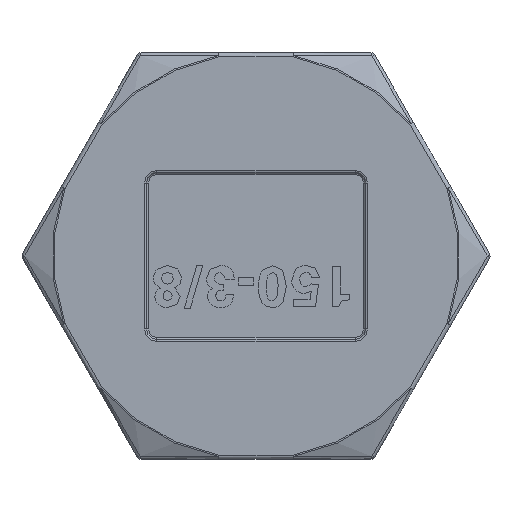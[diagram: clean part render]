
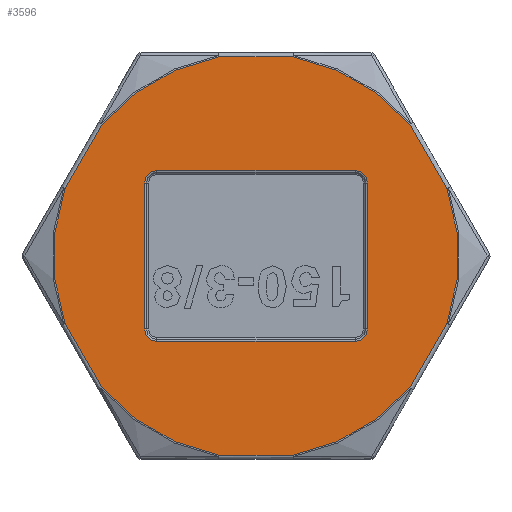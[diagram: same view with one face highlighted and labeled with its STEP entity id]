
A CAD part, front view. The second image highlights one B-rep face of the part: STEP entity #3596.
In plain terms, the highlighted planar face has unit normal (0, -1, 0).
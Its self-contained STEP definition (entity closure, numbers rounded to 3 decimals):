
#439=FACE_BOUND('',#692,.T.);
#458=FACE_OUTER_BOUND('',#691,.T.);
#691=EDGE_LOOP('',(#2409,#2410,#2411,#2412,#2413,#2414,#2415,#2416,#2417,
#2418,#2419,#2420));
#692=EDGE_LOOP('',(#2421,#2422,#2423,#2424,#2425,#2426,#2427,#2428));
#943=LINE('',#5012,#1159);
#944=LINE('',#5016,#1160);
#945=LINE('',#5020,#1161);
#946=LINE('',#5024,#1162);
#947=LINE('',#5028,#1163);
#948=LINE('',#5031,#1164);
#949=LINE('',#5036,#1165);
#950=LINE('',#5040,#1166);
#951=LINE('',#5044,#1167);
#952=LINE('',#5047,#1168);
#1159=VECTOR('',#4156,3.563);
#1160=VECTOR('',#4159,3.563);
#1161=VECTOR('',#4162,3.563);
#1162=VECTOR('',#4165,3.563);
#1163=VECTOR('',#4168,3.563);
#1164=VECTOR('',#4171,3.563);
#1165=VECTOR('',#4174,7.);
#1166=VECTOR('',#4177,9.5);
#1167=VECTOR('',#4180,7.);
#1168=VECTOR('',#4183,9.5);
#1375=CIRCLE('',#3832,9.715);
#1376=CIRCLE('',#3833,9.715);
#1377=CIRCLE('',#3834,9.715);
#1378=CIRCLE('',#3835,9.715);
#1379=CIRCLE('',#3836,9.715);
#1380=CIRCLE('',#3837,9.715);
#1381=CIRCLE('',#3838,0.6);
#1382=CIRCLE('',#3839,0.6);
#1383=CIRCLE('',#3840,0.6);
#1384=CIRCLE('',#3841,0.6);
#1485=VERTEX_POINT('',#5008);
#1486=VERTEX_POINT('',#5009);
#1487=VERTEX_POINT('',#5011);
#1488=VERTEX_POINT('',#5013);
#1489=VERTEX_POINT('',#5015);
#1490=VERTEX_POINT('',#5017);
#1491=VERTEX_POINT('',#5019);
#1492=VERTEX_POINT('',#5021);
#1493=VERTEX_POINT('',#5023);
#1494=VERTEX_POINT('',#5025);
#1495=VERTEX_POINT('',#5027);
#1496=VERTEX_POINT('',#5029);
#1497=VERTEX_POINT('',#5032);
#1498=VERTEX_POINT('',#5033);
#1499=VERTEX_POINT('',#5035);
#1500=VERTEX_POINT('',#5037);
#1501=VERTEX_POINT('',#5039);
#1502=VERTEX_POINT('',#5041);
#1503=VERTEX_POINT('',#5043);
#1504=VERTEX_POINT('',#5045);
#1841=EDGE_CURVE('',#1485,#1486,#1375,.T.);
#1842=EDGE_CURVE('',#1487,#1486,#943,.T.);
#1843=EDGE_CURVE('',#1487,#1488,#1376,.T.);
#1844=EDGE_CURVE('',#1488,#1489,#944,.T.);
#1845=EDGE_CURVE('',#1489,#1490,#1377,.T.);
#1846=EDGE_CURVE('',#1490,#1491,#945,.T.);
#1847=EDGE_CURVE('',#1491,#1492,#1378,.T.);
#1848=EDGE_CURVE('',#1492,#1493,#946,.T.);
#1849=EDGE_CURVE('',#1493,#1494,#1379,.T.);
#1850=EDGE_CURVE('',#1494,#1495,#947,.T.);
#1851=EDGE_CURVE('',#1495,#1496,#1380,.T.);
#1852=EDGE_CURVE('',#1496,#1485,#948,.T.);
#1853=EDGE_CURVE('',#1497,#1498,#1381,.T.);
#1854=EDGE_CURVE('',#1498,#1499,#949,.T.);
#1855=EDGE_CURVE('',#1499,#1500,#1382,.T.);
#1856=EDGE_CURVE('',#1500,#1501,#950,.T.);
#1857=EDGE_CURVE('',#1501,#1502,#1383,.T.);
#1858=EDGE_CURVE('',#1502,#1503,#951,.T.);
#1859=EDGE_CURVE('',#1503,#1504,#1384,.T.);
#1860=EDGE_CURVE('',#1504,#1497,#952,.T.);
#2409=ORIENTED_EDGE('',*,*,#1841,.T.);
#2410=ORIENTED_EDGE('',*,*,#1842,.F.);
#2411=ORIENTED_EDGE('',*,*,#1843,.T.);
#2412=ORIENTED_EDGE('',*,*,#1844,.T.);
#2413=ORIENTED_EDGE('',*,*,#1845,.T.);
#2414=ORIENTED_EDGE('',*,*,#1846,.T.);
#2415=ORIENTED_EDGE('',*,*,#1847,.T.);
#2416=ORIENTED_EDGE('',*,*,#1848,.T.);
#2417=ORIENTED_EDGE('',*,*,#1849,.T.);
#2418=ORIENTED_EDGE('',*,*,#1850,.T.);
#2419=ORIENTED_EDGE('',*,*,#1851,.T.);
#2420=ORIENTED_EDGE('',*,*,#1852,.T.);
#2421=ORIENTED_EDGE('',*,*,#1853,.T.);
#2422=ORIENTED_EDGE('',*,*,#1854,.T.);
#2423=ORIENTED_EDGE('',*,*,#1855,.T.);
#2424=ORIENTED_EDGE('',*,*,#1856,.T.);
#2425=ORIENTED_EDGE('',*,*,#1857,.T.);
#2426=ORIENTED_EDGE('',*,*,#1858,.T.);
#2427=ORIENTED_EDGE('',*,*,#1859,.T.);
#2428=ORIENTED_EDGE('',*,*,#1860,.T.);
#3545=PLANE('',#3831);
#3596=ADVANCED_FACE('',(#458,#439),#3545,.F.);
#3831=AXIS2_PLACEMENT_3D('',#5007,#4152,#4153);
#3832=AXIS2_PLACEMENT_3D('',#5010,#4154,#4155);
#3833=AXIS2_PLACEMENT_3D('',#5014,#4157,#4158);
#3834=AXIS2_PLACEMENT_3D('',#5018,#4160,#4161);
#3835=AXIS2_PLACEMENT_3D('',#5022,#4163,#4164);
#3836=AXIS2_PLACEMENT_3D('',#5026,#4166,#4167);
#3837=AXIS2_PLACEMENT_3D('',#5030,#4169,#4170);
#3838=AXIS2_PLACEMENT_3D('',#5034,#4172,#4173);
#3839=AXIS2_PLACEMENT_3D('',#5038,#4175,#4176);
#3840=AXIS2_PLACEMENT_3D('',#5042,#4178,#4179);
#3841=AXIS2_PLACEMENT_3D('',#5046,#4181,#4182);
#4152=DIRECTION('center_axis',(0.,1.,0.));
#4153=DIRECTION('ref_axis',(1.,0.,0.));
#4154=DIRECTION('center_axis',(0.,-1.,0.));
#4155=DIRECTION('ref_axis',(0.76,0.,0.65));
#4156=DIRECTION('',(1.,0.,0.));
#4157=DIRECTION('center_axis',(0.,-1.,0.));
#4158=DIRECTION('ref_axis',(-0.183,0.,0.983));
#4159=DIRECTION('',(-0.5,0.,-0.866));
#4160=DIRECTION('center_axis',(0.,-1.,0.));
#4161=DIRECTION('ref_axis',(-0.943,0.,0.333));
#4162=DIRECTION('',(0.5,0.,-0.866));
#4163=DIRECTION('center_axis',(0.,-1.,0.));
#4164=DIRECTION('ref_axis',(-0.76,0.,-0.65));
#4165=DIRECTION('',(1.,0.,0.));
#4166=DIRECTION('center_axis',(0.,-1.,0.));
#4167=DIRECTION('ref_axis',(0.183,0.,-0.983));
#4168=DIRECTION('',(0.5,0.,0.866));
#4169=DIRECTION('center_axis',(0.,-1.,0.));
#4170=DIRECTION('ref_axis',(0.943,0.,-0.333));
#4171=DIRECTION('',(-0.5,0.,0.866));
#4172=DIRECTION('center_axis',(0.,1.,0.));
#4173=DIRECTION('ref_axis',(0.,0.,-1.));
#4174=DIRECTION('',(0.,0.,1.));
#4175=DIRECTION('center_axis',(0.,1.,0.));
#4176=DIRECTION('ref_axis',(-1.,0.,0.));
#4177=DIRECTION('',(1.,0.,0.));
#4178=DIRECTION('center_axis',(0.,1.,0.));
#4179=DIRECTION('ref_axis',(0.,0.,1.));
#4180=DIRECTION('',(0.,0.,-1.));
#4181=DIRECTION('center_axis',(0.,1.,0.));
#4182=DIRECTION('ref_axis',(1.,0.,0.));
#4183=DIRECTION('',(-1.,0.,0.));
#5007=CARTESIAN_POINT('Origin',(0.,0.,0.));
#5008=CARTESIAN_POINT('',(7.38,0.,6.318));
#5009=CARTESIAN_POINT('',(1.781,0.,9.55));
#5010=CARTESIAN_POINT('Origin',(0.,0.,0.));
#5011=CARTESIAN_POINT('',(-1.781,0.,9.55));
#5012=CARTESIAN_POINT('',(-1.782,0.,9.55));
#5013=CARTESIAN_POINT('',(-7.38,0.,6.318));
#5014=CARTESIAN_POINT('Origin',(0.,0.,0.));
#5015=CARTESIAN_POINT('',(-9.161,0.,3.232));
#5016=CARTESIAN_POINT('',(-7.38,0.,6.318));
#5017=CARTESIAN_POINT('',(-9.161,0.,-3.232));
#5018=CARTESIAN_POINT('Origin',(0.,0.,0.));
#5019=CARTESIAN_POINT('',(-7.38,0.,-6.318));
#5020=CARTESIAN_POINT('',(-9.161,0.,-3.232));
#5021=CARTESIAN_POINT('',(-1.781,0.,-9.55));
#5022=CARTESIAN_POINT('Origin',(0.,0.,0.));
#5023=CARTESIAN_POINT('',(1.781,0.,-9.55));
#5024=CARTESIAN_POINT('',(-1.782,0.,-9.55));
#5025=CARTESIAN_POINT('',(7.38,0.,-6.318));
#5026=CARTESIAN_POINT('Origin',(0.,0.,0.));
#5027=CARTESIAN_POINT('',(9.161,0.,-3.232));
#5028=CARTESIAN_POINT('',(7.38,0.,-6.318));
#5029=CARTESIAN_POINT('',(9.161,0.,3.232));
#5030=CARTESIAN_POINT('Origin',(0.,0.,0.));
#5031=CARTESIAN_POINT('',(9.161,0.,3.232));
#5032=CARTESIAN_POINT('',(-4.75,0.,-4.1));
#5033=CARTESIAN_POINT('',(-5.35,0.,-3.5));
#5034=CARTESIAN_POINT('Origin',(-4.75,0.,-3.5));
#5035=CARTESIAN_POINT('',(-5.35,0.,3.5));
#5036=CARTESIAN_POINT('',(-5.35,0.,-3.5));
#5037=CARTESIAN_POINT('',(-4.75,0.,4.1));
#5038=CARTESIAN_POINT('Origin',(-4.75,0.,3.5));
#5039=CARTESIAN_POINT('',(4.75,0.,4.1));
#5040=CARTESIAN_POINT('',(-4.75,0.,4.1));
#5041=CARTESIAN_POINT('',(5.35,0.,3.5));
#5042=CARTESIAN_POINT('Origin',(4.75,0.,3.5));
#5043=CARTESIAN_POINT('',(5.35,0.,-3.5));
#5044=CARTESIAN_POINT('',(5.35,0.,3.5));
#5045=CARTESIAN_POINT('',(4.75,0.,-4.1));
#5046=CARTESIAN_POINT('Origin',(4.75,0.,-3.5));
#5047=CARTESIAN_POINT('',(4.75,0.,-4.1));
